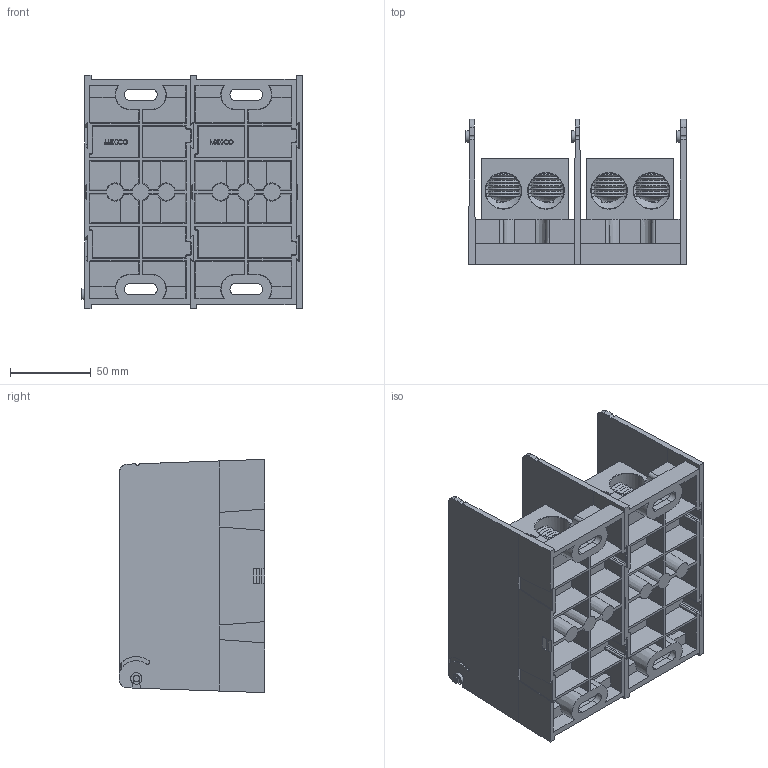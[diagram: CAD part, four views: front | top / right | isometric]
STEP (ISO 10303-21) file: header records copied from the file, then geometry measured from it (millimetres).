
FILE_DESCRIPTION (( 'STEP AP214' ), '1' );
FILE_NAME ('701913rev-2P.STEP', '2014-01-13T12:36:02', ( '' ), ( '' ), 'SwSTEP 2.0', 'SolidWorks 2013', '' );
FILE_SCHEMA (( 'AUTOMOTIVE_DESIGN' ));
Length unit declared in the file: inch
Products named in the file (1): 701913rev-2P
Bounding box: 136.78 x 90.17 x 144.78 mm (x, y, z)
Volume: 538121.8 mm3; surface area: 276120.5 mm2
Topology: 17 solids, 17 shells, 1163 faces, 2952 edges, 1892 vertices
Faces by surface type: plane 635, cone 282, cylinder 184, bspline 42, torus 12, sphere 8
Full cylindrical faces by diameter (mm): 4.064 x1, 4.928 x2, 6.909 x4, 7.112 x1, 10.795 x4, 12.7 x4, 19.05 x8, 22.225 x8
Entity records: 58247 total; most frequent: CARTESIAN_POINT 17026, ORIENTED_EDGE 5280, DIRECTION 4968, EDGE_CURVE 2640, VERTEX_POINT 1834, LINE 1684, VECTOR 1684, AXIS2_PLACEMENT_3D 1642
